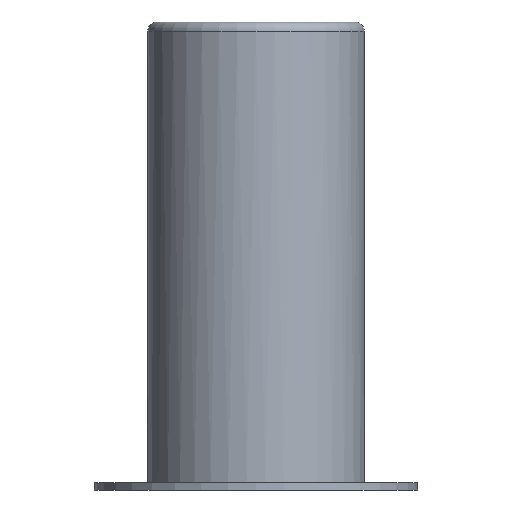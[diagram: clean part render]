
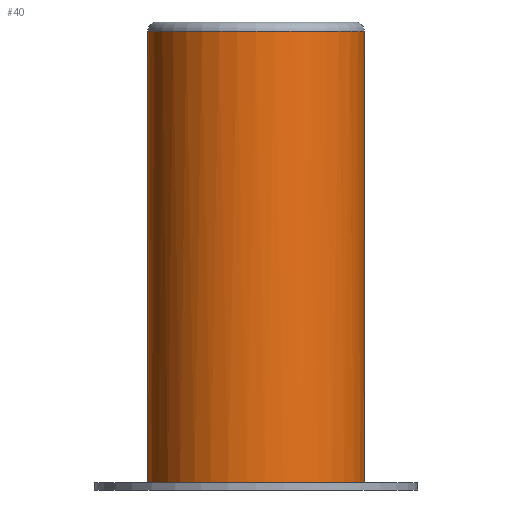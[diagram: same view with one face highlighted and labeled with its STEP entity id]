
A CAD part, left-side view. The second image highlights one B-rep face of the part: STEP entity #40.
In plain terms, the highlighted cylindrical face has radius 29.5 mm (diameter 59 mm), a full revolution.
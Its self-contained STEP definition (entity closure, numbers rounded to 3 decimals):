
#40 = ADVANCED_FACE( '', ( #89, #90 ), #91, .T. );
#89 = FACE_OUTER_BOUND( '', #150, .T. );
#90 = FACE_OUTER_BOUND( '', #151, .T. );
#91 = CYLINDRICAL_SURFACE( '', #152, 29.5 );
#150 = EDGE_LOOP( '', ( #205 ) );
#151 = EDGE_LOOP( '', ( #206, #207, #208, #209 ) );
#152 = AXIS2_PLACEMENT_3D( '', #210, #211, #212 );
#205 = ORIENTED_EDGE( '', *, *, #327, .T. );
#206 = ORIENTED_EDGE( '', *, *, #328, .T. );
#207 = ORIENTED_EDGE( '', *, *, #329, .T. );
#208 = ORIENTED_EDGE( '', *, *, #330, .T. );
#209 = ORIENTED_EDGE( '', *, *, #331, .T. );
#210 = CARTESIAN_POINT( '', ( 0., 0., 57.15 ) );
#211 = DIRECTION( '', ( 0., 0., -1. ) );
#212 = DIRECTION( '', ( 1., 0., 0. ) );
#327 = EDGE_CURVE( '', #372, #372, #373, .F. );
#328 = EDGE_CURVE( '', #374, #375, #376, .T. );
#329 = EDGE_CURVE( '', #375, #377, #378, .T. );
#330 = EDGE_CURVE( '', #377, #379, #380, .T. );
#331 = EDGE_CURVE( '', #379, #374, #381, .F. );
#372 = VERTEX_POINT( '', #438 );
#373 = CIRCLE( '', #439, 29.5 );
#374 = VERTEX_POINT( '', #440 );
#375 = VERTEX_POINT( '', #441 );
#376 = CIRCLE( '', #442, 29.5 );
#377 = VERTEX_POINT( '', #443 );
#378 = LINE( '', #444, #445 );
#379 = VERTEX_POINT( '', #446 );
#380 = B_SPLINE_CURVE_WITH_KNOTS( '', 3, ( #447, #448, #449, #450, #451, #452, #453, #454, #455, #456, #457, #458, #459, #460, #461, #462, #463, #464, #465, #466, #467, #468, #469, #470, #471, #472, #473, #474, #475, #476, #477, #478, #479, #480, #481, #482, #483, #484, #485, #486, #487, #488, #489, #490, #491, #492 ), .UNSPECIFIED., .F., .F., ( 4, 2, 2, 2, 2, 2, 2, 2, 2, 2, 2, 2, 2, 2, 2, 2, 2, 2, 2, 2, 2, 2, 4 ), ( 0., 0.002, 0.003, 0.003, 0.005, 0.006, 0.007, 0.008, 0.01, 0.011, 0.012, 0.013, 0.015, 0.016, 0.017, 0.018, 0.019, 0.02, 0.022, 0.023, 0.024, 0.025, 0.027 ), .UNSPECIFIED. );
#381 = LINE( '', #493, #494 );
#438 = CARTESIAN_POINT( '', ( 29.5, 0., 60.25 ) );
#439 = AXIS2_PLACEMENT_3D( '', #567, #568, #569 );
#440 = CARTESIAN_POINT( '', ( 28.249, 8.5, -62.75 ) );
#441 = CARTESIAN_POINT( '', ( 28.249, -8.5, -62.75 ) );
#442 = AXIS2_PLACEMENT_3D( '', #570, #571, #572 );
#443 = CARTESIAN_POINT( '', ( 28.249, -8.5, 38.75 ) );
#444 = CARTESIAN_POINT( '', ( 28.249, -8.5, 57.15 ) );
#445 = VECTOR( '', #573, 1000. );
#446 = CARTESIAN_POINT( '', ( 28.249, 8.5, 38.75 ) );
#447 = CARTESIAN_POINT( '', ( 28.249, -8.5, 38.75 ) );
#448 = CARTESIAN_POINT( '', ( 28.249, -8.5, 39.314 ) );
#449 = CARTESIAN_POINT( '', ( 28.266, -8.444, 39.869 ) );
#450 = CARTESIAN_POINT( '', ( 28.314, -8.281, 40.686 ) );
#451 = CARTESIAN_POINT( '', ( 28.334, -8.213, 40.956 ) );
#452 = CARTESIAN_POINT( '', ( 28.38, -8.051, 41.491 ) );
#453 = CARTESIAN_POINT( '', ( 28.407, -7.955, 41.757 ) );
#454 = CARTESIAN_POINT( '', ( 28.496, -7.635, 42.527 ) );
#455 = CARTESIAN_POINT( '', ( 28.565, -7.374, 43.014 ) );
#456 = CARTESIAN_POINT( '', ( 28.679, -6.912, 43.705 ) );
#457 = CARTESIAN_POINT( '', ( 28.719, -6.745, 43.93 ) );
#458 = CARTESIAN_POINT( '', ( 28.8, -6.393, 44.359 ) );
#459 = CARTESIAN_POINT( '', ( 28.84, -6.207, 44.564 ) );
#460 = CARTESIAN_POINT( '', ( 28.962, -5.623, 45.148 ) );
#461 = CARTESIAN_POINT( '', ( 29.042, -5.197, 45.499 ) );
#462 = CARTESIAN_POINT( '', ( 29.193, -4.27, 46.121 ) );
#463 = CARTESIAN_POINT( '', ( 29.261, -3.78, 46.383 ) );
#464 = CARTESIAN_POINT( '', ( 29.347, -3.015, 46.702 ) );
#465 = CARTESIAN_POINT( '', ( 29.372, -2.754, 46.796 ) );
#466 = CARTESIAN_POINT( '', ( 29.418, -2.221, 46.96 ) );
#467 = CARTESIAN_POINT( '', ( 29.437, -1.947, 47.029 ) );
#468 = CARTESIAN_POINT( '', ( 29.484, -1.122, 47.194 ) );
#469 = CARTESIAN_POINT( '', ( 29.5, -0.564, 47.25 ) );
#470 = CARTESIAN_POINT( '', ( 29.5, 0.565, 47.25 ) );
#471 = CARTESIAN_POINT( '', ( 29.484, 1.119, 47.194 ) );
#472 = CARTESIAN_POINT( '', ( 29.438, 1.936, 47.031 ) );
#473 = CARTESIAN_POINT( '', ( 29.419, 2.207, 46.963 ) );
#474 = CARTESIAN_POINT( '', ( 29.374, 2.742, 46.801 ) );
#475 = CARTESIAN_POINT( '', ( 29.347, 3.007, 46.705 ) );
#476 = CARTESIAN_POINT( '', ( 29.262, 3.778, 46.385 ) );
#477 = CARTESIAN_POINT( '', ( 29.194, 4.265, 46.124 ) );
#478 = CARTESIAN_POINT( '', ( 29.082, 4.956, 45.661 ) );
#479 = CARTESIAN_POINT( '', ( 29.042, 5.181, 45.495 ) );
#480 = CARTESIAN_POINT( '', ( 28.962, 5.61, 45.142 ) );
#481 = CARTESIAN_POINT( '', ( 28.922, 5.815, 44.956 ) );
#482 = CARTESIAN_POINT( '', ( 28.8, 6.399, 44.372 ) );
#483 = CARTESIAN_POINT( '', ( 28.719, 6.75, 43.946 ) );
#484 = CARTESIAN_POINT( '', ( 28.566, 7.371, 43.019 ) );
#485 = CARTESIAN_POINT( '', ( 28.496, 7.633, 42.53 ) );
#486 = CARTESIAN_POINT( '', ( 28.408, 7.952, 41.764 ) );
#487 = CARTESIAN_POINT( '', ( 28.382, 8.046, 41.504 ) );
#488 = CARTESIAN_POINT( '', ( 28.335, 8.21, 40.971 ) );
#489 = CARTESIAN_POINT( '', ( 28.315, 8.279, 40.697 ) );
#490 = CARTESIAN_POINT( '', ( 28.266, 8.444, 39.872 ) );
#491 = CARTESIAN_POINT( '', ( 28.249, 8.5, 39.314 ) );
#492 = CARTESIAN_POINT( '', ( 28.249, 8.5, 38.75 ) );
#493 = CARTESIAN_POINT( '', ( 28.249, 8.5, 57.15 ) );
#494 = VECTOR( '', #574, 1000. );
#567 = CARTESIAN_POINT( '', ( 0., 0., 60.25 ) );
#568 = DIRECTION( '', ( 0., 0., 1. ) );
#569 = DIRECTION( '', ( 1., 0., 0. ) );
#570 = CARTESIAN_POINT( '', ( 0., 0., -62.75 ) );
#571 = DIRECTION( '', ( 0., 0., 1. ) );
#572 = DIRECTION( '', ( 1., 0., 0. ) );
#573 = DIRECTION( '', ( 0., 0., 1. ) );
#574 = DIRECTION( '', ( 0., 0., 1. ) );
